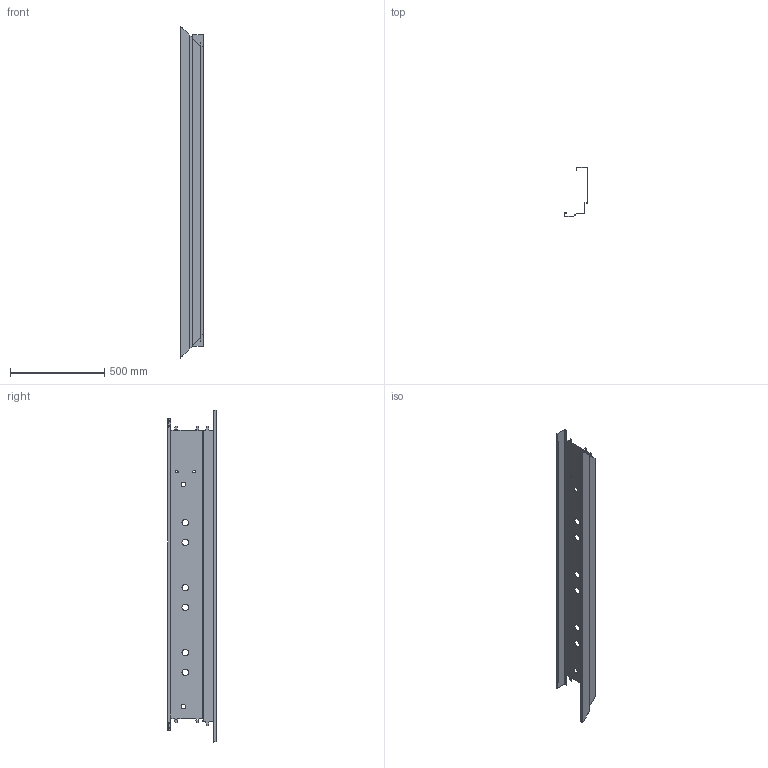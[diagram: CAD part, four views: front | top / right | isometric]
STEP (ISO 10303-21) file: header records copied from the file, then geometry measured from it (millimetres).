
FILE_DESCRIPTION (( 'STEP AP203' ), '1' );
FILE_NAME ('Solidworks_Door.STEP', '2025-09-13T17:59:18', ( '' ), ( '' ), 'SwSTEP 2.0', 'SolidWorks 2023', '' );
FILE_SCHEMA (( 'CONFIG_CONTROL_DESIGN' ));
Length unit declared in the file: millimetre
Products named in the file (1): Solidworks_Door
Bounding box: 123.43 x 259.28 x 1763.2 mm (x, y, z)
Volume: 374817.1 mm3; surface area: 1502214.7 mm2
Topology: 1 solids, 1 shells, 186 faces, 480 edges, 296 vertices
Faces by surface type: plane 118, cylinder 54, bspline 14
Entity records: 6937 total; most frequent: CARTESIAN_POINT 2279, ORIENTED_EDGE 960, DIRECTION 904, EDGE_CURVE 480, VECTOR 346, LINE 346, VERTEX_POINT 296, AXIS2_PLACEMENT_3D 279
